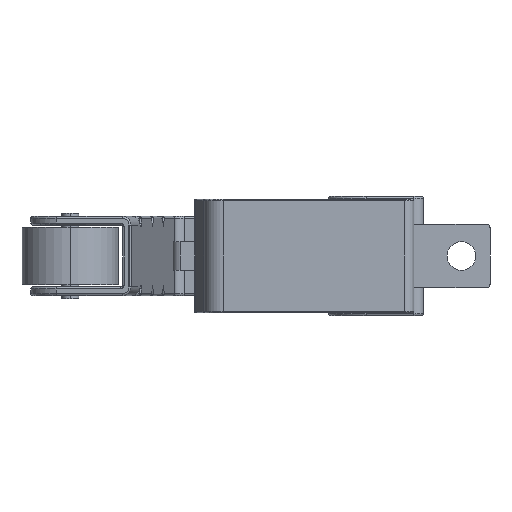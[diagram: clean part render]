
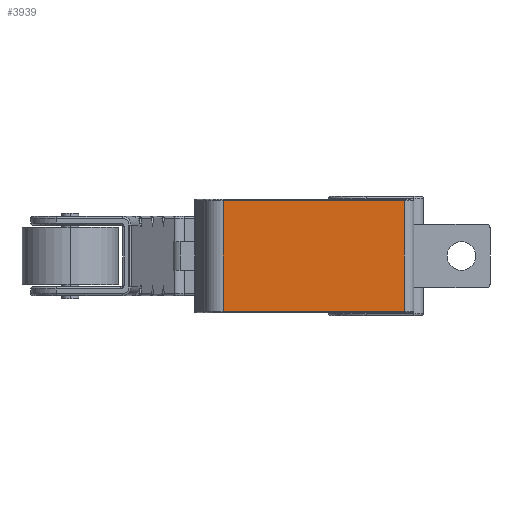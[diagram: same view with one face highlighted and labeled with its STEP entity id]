
A CAD part, left-side view. The second image highlights one B-rep face of the part: STEP entity #3939.
In plain terms, the highlighted planar face has unit normal (-1, 0, 0).
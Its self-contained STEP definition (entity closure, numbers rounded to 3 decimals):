
#516 = DIRECTION ( 'NONE',  ( 0., 0., 1. ) ) ;
#663 = CARTESIAN_POINT ( 'NONE',  ( -10.275, -11., -2.987 ) ) ;
#799 = EDGE_LOOP ( 'NONE', ( #6728, #3906, #5142, #1414 ) ) ;
#1111 = CARTESIAN_POINT ( 'NONE',  ( -10.275, -11., -2.887 ) ) ;
#1255 = VECTOR ( 'NONE', #7843, 1000. ) ;
#1414 = ORIENTED_EDGE ( 'NONE', *, *, #5177, .T. ) ;
#2015 = EDGE_CURVE ( 'NONE', #7741, #2790, #8358, .T. ) ;
#2158 = LINE ( 'NONE', #1111, #8945 ) ;
#2790 = VERTEX_POINT ( 'NONE', #4987 ) ;
#3170 = LINE ( 'NONE', #7116, #1255 ) ;
#3243 = DIRECTION ( 'NONE',  ( 0., 0., 1. ) ) ;
#3336 = CARTESIAN_POINT ( 'NONE',  ( -10.275, -11., -2.987 ) ) ;
#3410 = AXIS2_PLACEMENT_3D ( 'NONE', #3336, #4864, #516 ) ;
#3467 = FACE_OUTER_BOUND ( 'NONE', #799, .T. ) ;
#3902 = CARTESIAN_POINT ( 'NONE',  ( -10.275, -1.5, -2.887 ) ) ;
#3906 = ORIENTED_EDGE ( 'NONE', *, *, #5530, .T. ) ;
#3939 = ADVANCED_FACE ( 'NONE', ( #3467 ), #9191, .T. ) ;
#4003 = CARTESIAN_POINT ( 'NONE',  ( -10.275, -1.5, -2.987 ) ) ;
#4512 = VECTOR ( 'NONE', #7916, 1000. ) ;
#4612 = VERTEX_POINT ( 'NONE', #5972 ) ;
#4685 = VERTEX_POINT ( 'NONE', #3902 ) ;
#4733 = DIRECTION ( 'NONE',  ( 0., -1., 0. ) ) ;
#4864 = DIRECTION ( 'NONE',  ( -1., 0., 0. ) ) ;
#4987 = CARTESIAN_POINT ( 'NONE',  ( -10.275, -11., 2.887 ) ) ;
#5142 = ORIENTED_EDGE ( 'NONE', *, *, #2015, .T. ) ;
#5177 = EDGE_CURVE ( 'NONE', #2790, #4612, #3170, .T. ) ;
#5480 = CARTESIAN_POINT ( 'NONE',  ( -10.275, -11., -2.887 ) ) ;
#5530 = EDGE_CURVE ( 'NONE', #4685, #7741, #2158, .T. ) ;
#5538 = VECTOR ( 'NONE', #3243, 1000. ) ;
#5972 = CARTESIAN_POINT ( 'NONE',  ( -10.275, -1.5, 2.887 ) ) ;
#6381 = EDGE_CURVE ( 'NONE', #4685, #4612, #9388, .T. ) ;
#6728 = ORIENTED_EDGE ( 'NONE', *, *, #6381, .F. ) ;
#7116 = CARTESIAN_POINT ( 'NONE',  ( -10.275, -1.5, 2.887 ) ) ;
#7741 = VERTEX_POINT ( 'NONE', #5480 ) ;
#7843 = DIRECTION ( 'NONE',  ( 0., 1., 0. ) ) ;
#7916 = DIRECTION ( 'NONE',  ( 0., 0., 1. ) ) ;
#8358 = LINE ( 'NONE', #663, #4512 ) ;
#8945 = VECTOR ( 'NONE', #4733, 1000. ) ;
#9191 = PLANE ( 'NONE',  #3410 ) ;
#9388 = LINE ( 'NONE', #4003, #5538 ) ;
